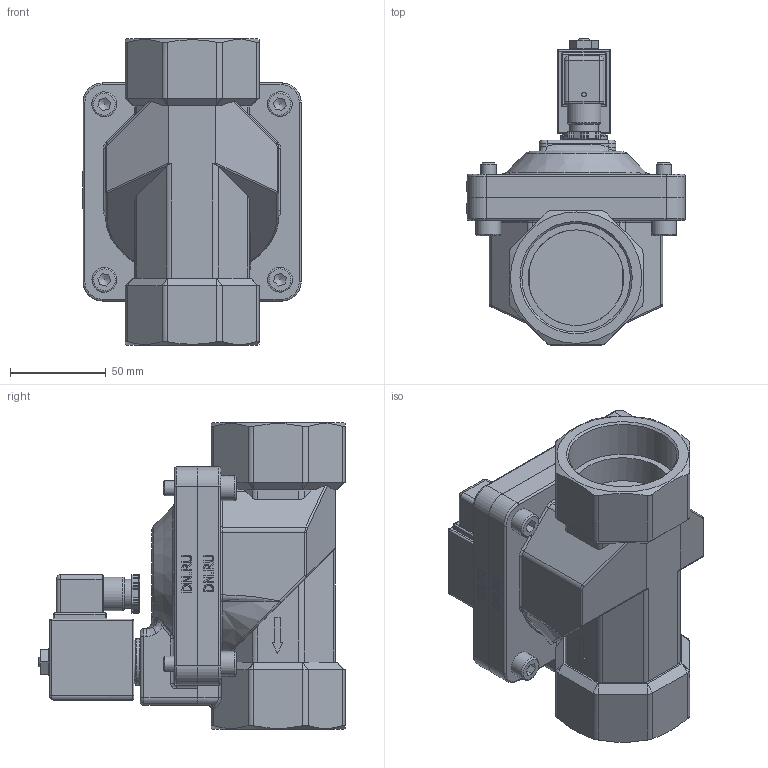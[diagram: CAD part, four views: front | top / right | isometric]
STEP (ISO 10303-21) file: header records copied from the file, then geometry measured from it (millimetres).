
FILE_DESCRIPTION(/* description */ (''),/* implementation_level */ '2;1');
FILE_NAME(/* name */ 'DN50_3D_STEP.stp',/* time_stamp */ '2025-07-23T00:18:49+03:00',/* author */ ('igorr'),/* organization */ (''),/* preprocessor_version */ 'ST-DEVELOPER v20',/* originating_system */ 'Autodesk Inventor 2025',/* authorisation */ '');
FILE_SCHEMA (('AUTOMOTIVE_DESIGN { 1 0 10303 214 3 1 1 }'));
Length unit declared in the file: millimetre
Products named in the file (6): Сборка1; Деталь1; Деталь1_1; AS 1237 - 8; AS 1474 - M8; AS 1420 - 1973 - M8 x 30
Assembly tree (8 placements, depth 2):
  Сборка1
    Деталь1
    Деталь1_1
    AS 1237 - 8
    AS 1474 - M8
    AS 1420 - 1973 - M8 x 30  x4
Bounding box: 114.1 x 160 x 160 mm (x, y, z)
Volume: 892578.6 mm3; surface area: 133246.1 mm2
Topology: 8 solids, 8 shells, 676 faces, 1656 edges, 1026 vertices
Faces by surface type: plane 300, cylinder 187, bspline 103, torus 46, cone 28, sphere 12
Full cylindrical faces by diameter (mm): 2.4 x1, 4.8 x4, 6.4 x1, 6.647 x1, 8 x8, 8.4 x1, 12 x1, 13 x4, 14 x1, 15.2 x1, 17.6 x1, 22.855 x2, 24.455 x1, 44.027 x1, 50 x2, 56.657 x2
Entity records: 21016 total; most frequent: CARTESIAN_POINT 5765, ORIENTED_EDGE 3062, DIRECTION 2880, EDGE_CURVE 1531, AXIS2_PLACEMENT_3D 1015, VERTEX_POINT 954, LINE 850, VECTOR 850
